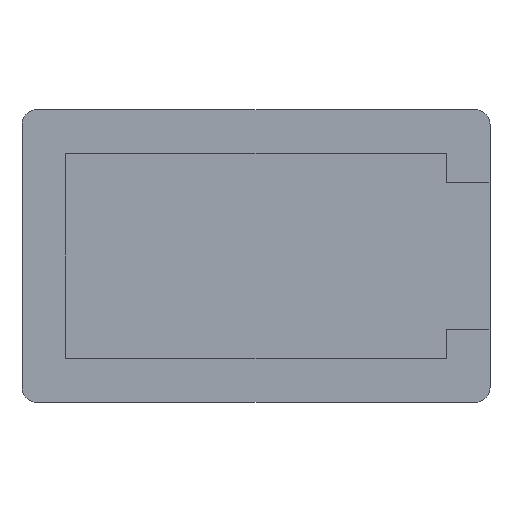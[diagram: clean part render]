
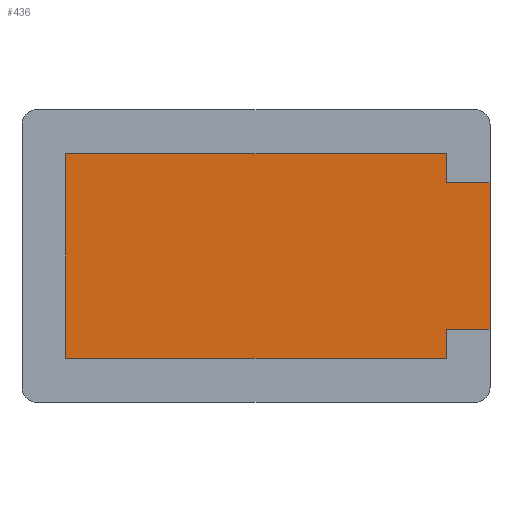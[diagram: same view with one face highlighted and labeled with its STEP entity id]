
A CAD part, front view. The second image highlights one B-rep face of the part: STEP entity #436.
In plain terms, the highlighted planar face has unit normal (0, -1, 0).
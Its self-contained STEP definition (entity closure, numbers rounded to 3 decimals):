
#26=PLANE('',#492);
#47=LINE('',#696,#91);
#51=LINE('',#705,#95);
#54=LINE('',#711,#98);
#57=LINE('',#717,#101);
#60=LINE('',#723,#104);
#63=LINE('',#729,#107);
#66=LINE('',#735,#110);
#69=LINE('',#740,#113);
#91=VECTOR('',#573,10.);
#95=VECTOR('',#583,10.);
#98=VECTOR('',#588,10.);
#101=VECTOR('',#593,10.);
#104=VECTOR('',#598,10.);
#107=VECTOR('',#603,10.);
#110=VECTOR('',#608,10.);
#113=VECTOR('',#613,10.);
#148=FACE_OUTER_BOUND('',#174,.T.);
#174=EDGE_LOOP('',(#393,#394,#395,#396,#397,#398,#399,#400));
#214=VERTEX_POINT('',#693);
#215=VERTEX_POINT('',#695);
#217=VERTEX_POINT('',#704);
#219=VERTEX_POINT('',#710);
#221=VERTEX_POINT('',#716);
#223=VERTEX_POINT('',#722);
#225=VERTEX_POINT('',#728);
#227=VERTEX_POINT('',#734);
#263=EDGE_CURVE('',#214,#215,#47,.T.);
#267=EDGE_CURVE('',#214,#217,#51,.T.);
#270=EDGE_CURVE('',#217,#219,#54,.T.);
#273=EDGE_CURVE('',#219,#221,#57,.T.);
#276=EDGE_CURVE('',#221,#223,#60,.T.);
#279=EDGE_CURVE('',#223,#225,#63,.T.);
#282=EDGE_CURVE('',#225,#227,#66,.T.);
#285=EDGE_CURVE('',#227,#215,#69,.T.);
#393=ORIENTED_EDGE('',*,*,#267,.T.);
#394=ORIENTED_EDGE('',*,*,#270,.T.);
#395=ORIENTED_EDGE('',*,*,#273,.T.);
#396=ORIENTED_EDGE('',*,*,#276,.T.);
#397=ORIENTED_EDGE('',*,*,#279,.T.);
#398=ORIENTED_EDGE('',*,*,#282,.T.);
#399=ORIENTED_EDGE('',*,*,#285,.T.);
#400=ORIENTED_EDGE('',*,*,#263,.F.);
#436=ADVANCED_FACE('',(#148),#26,.F.);
#492=AXIS2_PLACEMENT_3D('',#745,#619,#620);
#573=DIRECTION('',(0.,0.,-1.));
#583=DIRECTION('',(-1.,0.,0.));
#588=DIRECTION('',(0.,0.,1.));
#593=DIRECTION('',(-1.,0.,0.));
#598=DIRECTION('',(0.,0.,-1.));
#603=DIRECTION('',(1.,0.,0.));
#608=DIRECTION('',(0.,0.,1.));
#613=DIRECTION('',(1.,0.,0.));
#619=DIRECTION('center_axis',(0.,1.,0.));
#620=DIRECTION('ref_axis',(1.,0.,0.));
#693=CARTESIAN_POINT('',(16.,0.,7.5));
#695=CARTESIAN_POINT('',(16.,0.,2.5));
#696=CARTESIAN_POINT('',(16.,0.,10.));
#704=CARTESIAN_POINT('',(14.5,0.,7.5));
#705=CARTESIAN_POINT('',(11.25,0.,7.5));
#710=CARTESIAN_POINT('',(14.5,0.,8.5));
#711=CARTESIAN_POINT('',(14.5,0.,6.75));
#716=CARTESIAN_POINT('',(1.5,0.,8.5));
#717=CARTESIAN_POINT('',(4.75,0.,8.5));
#722=CARTESIAN_POINT('',(1.5,0.,1.5));
#723=CARTESIAN_POINT('',(1.5,0.,3.25));
#728=CARTESIAN_POINT('',(14.5,0.,1.5));
#729=CARTESIAN_POINT('',(11.25,0.,1.5));
#734=CARTESIAN_POINT('',(14.5,0.,2.5));
#735=CARTESIAN_POINT('',(14.5,0.,3.75));
#740=CARTESIAN_POINT('',(12.,0.,2.5));
#745=CARTESIAN_POINT('Origin',(8.,0.,5.));
